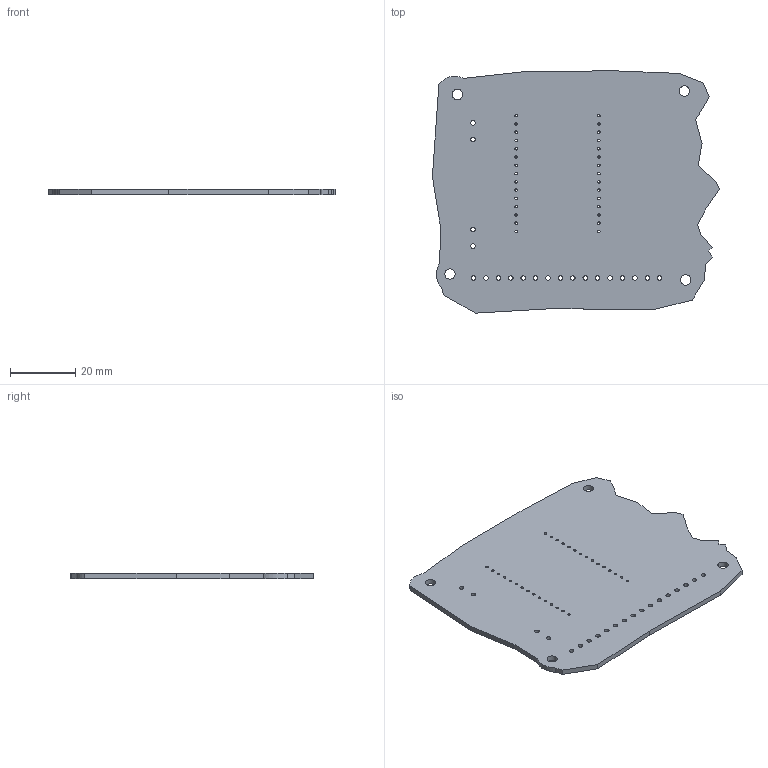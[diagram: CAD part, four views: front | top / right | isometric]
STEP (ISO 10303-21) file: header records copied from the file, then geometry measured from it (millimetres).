
FILE_DESCRIPTION(('KiCad electronic assembly'),'2;1');
FILE_NAME('pwm_pcb_larger.step','2023-03-26T16:39:59',('Pcbnew'),( 'Kicad'),'Open CASCADE STEP processor 7.6','KiCad to STEP converter' ,'Unknown');
FILE_SCHEMA(('AUTOMOTIVE_DESIGN { 1 0 10303 214 1 1 1 1 }'));
Length unit declared in the file: millimetre
Products named in the file (2): pwm_pcb_larger 1; _autosave-pwm_pcb_larger PCB
Assembly tree (1 placements, depth 2):
  pwm_pcb_larger 1
    _autosave-pwm_pcb_larger PCB
Bounding box: 88.2 x 74.4 x 1.6 mm (x, y, z)
Volume: 9310.3 mm3; surface area: 12444.5 mm2
Topology: 1 solids, 1 shells, 88 faces, 258 edges, 172 vertices
Faces by surface type: cylinder 56, plane 32
Full cylindrical faces by diameter (mm): 0.762 x30, 1.4 x20, 3.2 x4
Entity records: 6591 total; most frequent: DIRECTION 1066, CARTESIAN_POINT 1036, LINE 550, VECTOR 550, ORIENTED_EDGE 516, PCURVE 516, DEFINITIONAL_REPRESENTATION 516, EDGE_CURVE 258
